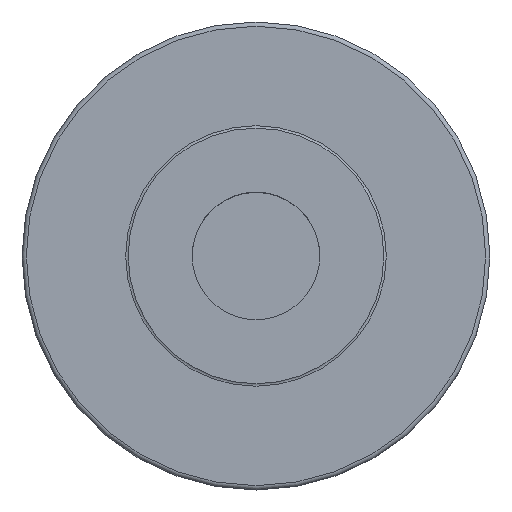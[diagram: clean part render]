
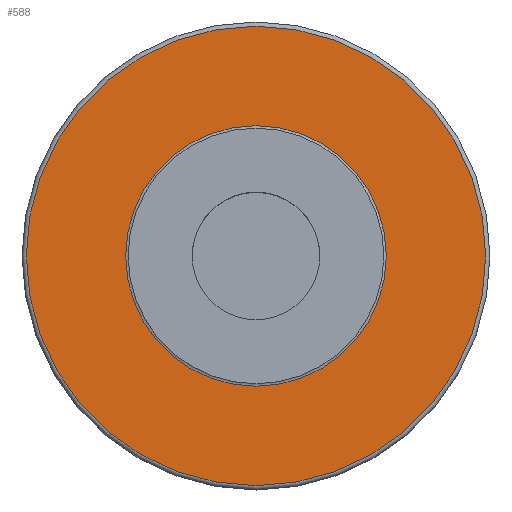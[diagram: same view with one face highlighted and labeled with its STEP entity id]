
A CAD part, top view. The second image highlights one B-rep face of the part: STEP entity #588.
In plain terms, the highlighted planar face has unit normal (0, 0, 1).
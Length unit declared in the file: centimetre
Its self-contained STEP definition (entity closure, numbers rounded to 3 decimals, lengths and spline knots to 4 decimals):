
#22=FACE_BOUND('',#137,.T.);
#52=PLANE('',#712);
#90=FACE_OUTER_BOUND('',#136,.T.);
#136=EDGE_LOOP('',(#535));
#137=EDGE_LOOP('',(#536));
#231=CIRCLE('',#711,1.08);
#232=CIRCLE('',#713,0.6125);
#288=VERTEX_POINT('',#1125);
#289=VERTEX_POINT('',#1129);
#371=EDGE_CURVE('',#288,#288,#231,.T.);
#372=EDGE_CURVE('',#289,#289,#232,.T.);
#535=ORIENTED_EDGE('',*,*,#371,.F.);
#536=ORIENTED_EDGE('',*,*,#372,.F.);
#588=ADVANCED_FACE('',(#90,#22),#52,.T.);
#711=AXIS2_PLACEMENT_3D('',#1127,#942,#943);
#712=AXIS2_PLACEMENT_3D('',#1128,#944,#945);
#713=AXIS2_PLACEMENT_3D('',#1130,#946,#947);
#942=DIRECTION('center_axis',(0.,0.,-1.));
#943=DIRECTION('ref_axis',(1.,0.,0.));
#944=DIRECTION('center_axis',(0.,0.,1.));
#945=DIRECTION('ref_axis',(1.,0.,0.));
#946=DIRECTION('center_axis',(0.,0.,1.));
#947=DIRECTION('ref_axis',(-1.,0.,0.));
#1125=CARTESIAN_POINT('',(1.08,0.,5.2633));
#1127=CARTESIAN_POINT('Origin',(0.,0.,5.2633));
#1128=CARTESIAN_POINT('Origin',(0.7692,0.,5.2633));
#1129=CARTESIAN_POINT('',(0.6125,0.,5.2633));
#1130=CARTESIAN_POINT('Origin',(0.,0.,5.2633));
